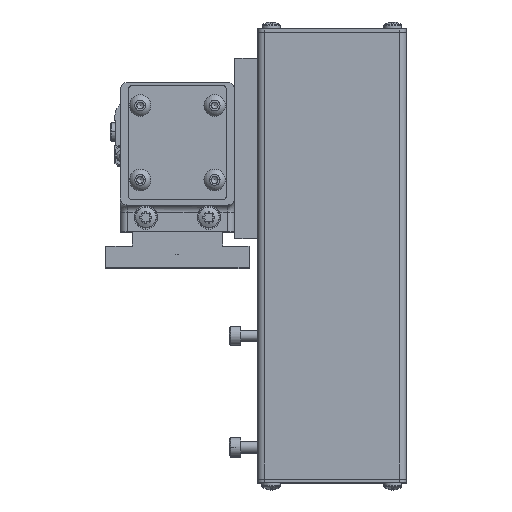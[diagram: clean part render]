
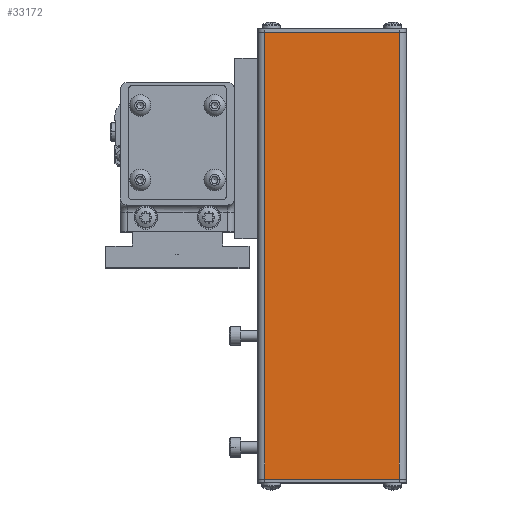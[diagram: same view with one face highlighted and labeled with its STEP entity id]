
A CAD part, top view. The second image highlights one B-rep face of the part: STEP entity #33172.
In plain terms, the highlighted planar face has unit normal (0, 0, 1).
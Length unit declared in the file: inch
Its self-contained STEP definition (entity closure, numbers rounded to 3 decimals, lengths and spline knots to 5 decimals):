
#335 = ORIENTED_EDGE ( 'NONE', *, *, #47377, .T. ) ;
#1639 = ORIENTED_EDGE ( 'NONE', *, *, #57980, .T. ) ;
#3282 = LINE ( 'NONE', #18559, #60985 ) ;
#3484 = EDGE_CURVE ( 'NONE', #6474, #56861, #57079, .T. ) ;
#4722 = DIRECTION ( 'NONE',  ( 1., 0., 0. ) ) ;
#6474 = VERTEX_POINT ( 'NONE', #14669 ) ;
#8219 = CARTESIAN_POINT ( 'NONE',  ( 1.525, -5.7747, 2.5 ) ) ;
#8377 = EDGE_CURVE ( 'NONE', #11272, #38499, #57319, .T. ) ;
#10353 = LINE ( 'NONE', #50194, #19749 ) ;
#11272 = VERTEX_POINT ( 'NONE', #26755 ) ;
#12058 = AXIS2_PLACEMENT_3D ( 'NONE', #27543, #32845, #18598 ) ;
#14669 = CARTESIAN_POINT ( 'NONE',  ( 3.86875, -5.7747, 2.5 ) ) ;
#16898 = ORIENTED_EDGE ( 'NONE', *, *, #3484, .T. ) ;
#18559 = CARTESIAN_POINT ( 'NONE',  ( 3.86875, 2.021, 2.5 ) ) ;
#18598 = DIRECTION ( 'NONE',  ( 0., 1., 0. ) ) ;
#18926 = FACE_OUTER_BOUND ( 'NONE', #42931, .T. ) ;
#19749 = VECTOR ( 'NONE', #4722, 39.37008 ) ;
#26523 = ORIENTED_EDGE ( 'NONE', *, *, #8377, .T. ) ;
#26755 = CARTESIAN_POINT ( 'NONE',  ( 1.525, 2.021, 2.5 ) ) ;
#27543 = CARTESIAN_POINT ( 'NONE',  ( 1.4, 162.2253, 2.5 ) ) ;
#27879 = CARTESIAN_POINT ( 'NONE',  ( 3.86875, 162.2253, 2.5 ) ) ;
#31552 = DIRECTION ( 'NONE',  ( 0., 1., 0. ) ) ;
#32446 = DIRECTION ( 'NONE',  ( 0., -1., 0. ) ) ;
#32845 = DIRECTION ( 'NONE',  ( 0., 0., -1. ) ) ;
#33172 = ADVANCED_FACE ( 'NONE', ( #18926 ), #47790, .F. ) ;
#33428 = CARTESIAN_POINT ( 'NONE',  ( 1.525, 162.2253, 2.5 ) ) ;
#35595 = CARTESIAN_POINT ( 'NONE',  ( 3.86875, 2.021, 2.5 ) ) ;
#38499 = VERTEX_POINT ( 'NONE', #8219 ) ;
#42931 = EDGE_LOOP ( 'NONE', ( #16898, #1639, #26523, #335 ) ) ;
#47377 = EDGE_CURVE ( 'NONE', #38499, #6474, #10353, .T. ) ;
#47790 = PLANE ( 'NONE',  #12058 ) ;
#49424 = DIRECTION ( 'NONE',  ( -1., 0., 0. ) ) ;
#49883 = VECTOR ( 'NONE', #31552, 39.37008 ) ;
#50194 = CARTESIAN_POINT ( 'NONE',  ( 1.4, -5.7747, 2.5 ) ) ;
#52082 = VECTOR ( 'NONE', #32446, 39.37008 ) ;
#56861 = VERTEX_POINT ( 'NONE', #35595 ) ;
#57079 = LINE ( 'NONE', #27879, #49883 ) ;
#57319 = LINE ( 'NONE', #33428, #52082 ) ;
#57980 = EDGE_CURVE ( 'NONE', #56861, #11272, #3282, .T. ) ;
#60985 = VECTOR ( 'NONE', #49424, 39.37008 ) ;
